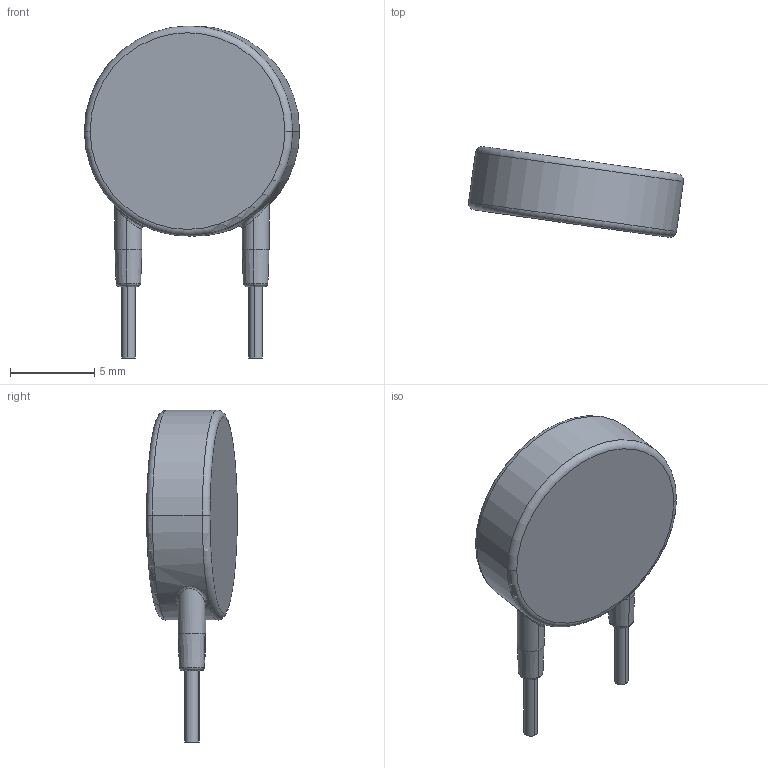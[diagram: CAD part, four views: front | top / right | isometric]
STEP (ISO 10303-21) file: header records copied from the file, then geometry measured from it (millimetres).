
FILE_DESCRIPTION(('FreeCAD Model'),'2;1');
FILE_NAME('Var_10mm.step', '2021-04-28T14:35:49',('kicad StepUp'),('ksu MCAD'), 'Open CASCADE STEP processor 7.3','FreeCAD','Unknown');
FILE_SCHEMA(('AUTOMOTIVE_DESIGN { 1 0 10303 214 1 1 1 1 }'));
Length unit declared in the file: millimetre
Products named in the file (1): Var_10mm
Bounding box: 12.8 x 5.4 x 19.75 mm (x, y, z)
Volume: 484.4 mm3; surface area: 441 mm2
Topology: 1 solids, 2 shells, 34 faces, 73 edges, 40 vertices
Faces by surface type: cylinder 10, torus 8, plane 6, bspline 6, cone 4
Entity records: 2045 total; most frequent: CARTESIAN_POINT 1078, DIRECTION 164, ORIENTED_EDGE 146, AXIS2_PLACEMENT_3D 75, EDGE_CURVE 73, CIRCLE 46, VERTEX_POINT 40, FACE_BOUND 37
